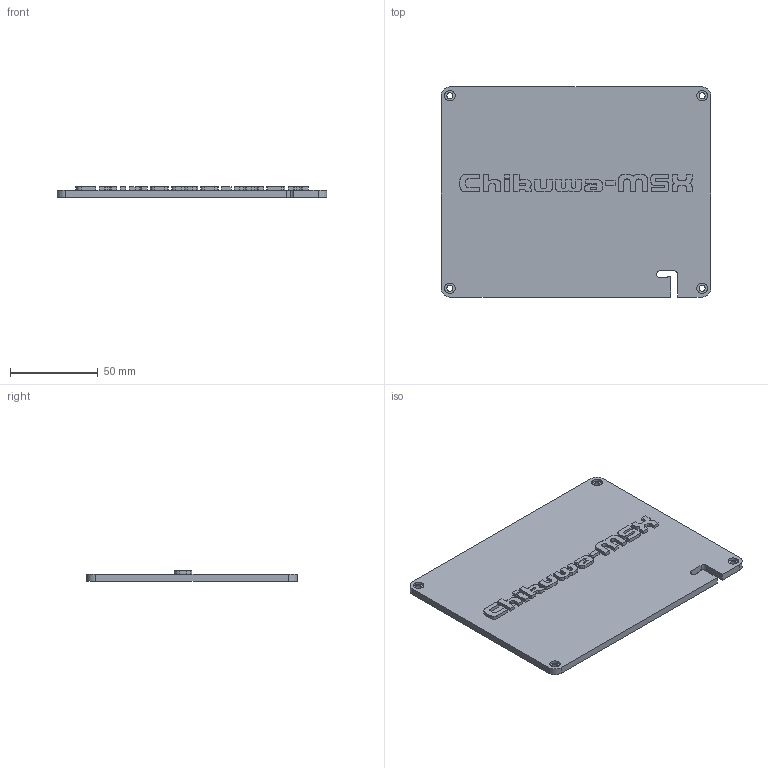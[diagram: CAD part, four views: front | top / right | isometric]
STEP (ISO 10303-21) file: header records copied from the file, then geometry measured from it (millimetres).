
FILE_DESCRIPTION(/* description */ (''),/* implementation_level */ '2;1');
FILE_NAME(/* name */ 'BackPanelUpper.step',/* time_stamp */ '2024-07-27T08:10:19+09:00',/* author */ (''),/* organization */ (''),/* preprocessor_version */ 'ST-DEVELOPER v20',/* originating_system */ 'Autodesk Translation Framework v13.14.0.145',/* authorisation */ '');
FILE_SCHEMA (('AUTOMOTIVE_DESIGN { 1 0 10303 214 3 1 1 }'));
Length unit declared in the file: millimetre
Products named in the file (1): BackPanelUpper
Bounding box: 154 x 120 x 6 mm (x, y, z)
Volume: 74595.2 mm3; surface area: 40338.8 mm2
Topology: 1 solids, 1 shells, 261 faces, 723 edges, 482 vertices
Faces by surface type: plane 139, bspline 107, cylinder 15
Full cylindrical faces by diameter (mm): 3.5 x4, 6 x4
Entity records: 9306 total; most frequent: CARTESIAN_POINT 3286, ORIENTED_EDGE 1446, DIRECTION 849, EDGE_CURVE 723, VERTEX_POINT 482, LINE 479, VECTOR 479, EDGE_LOOP 287
